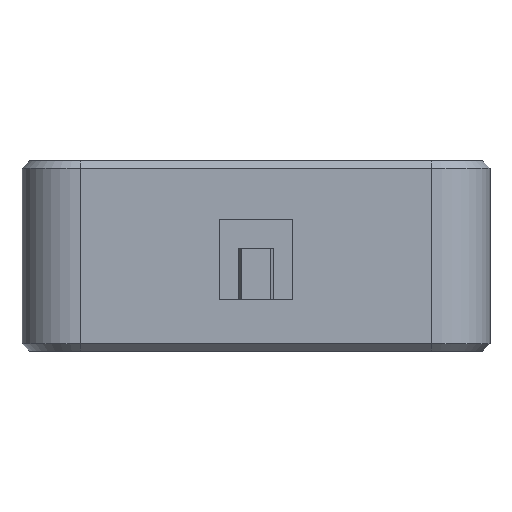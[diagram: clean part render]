
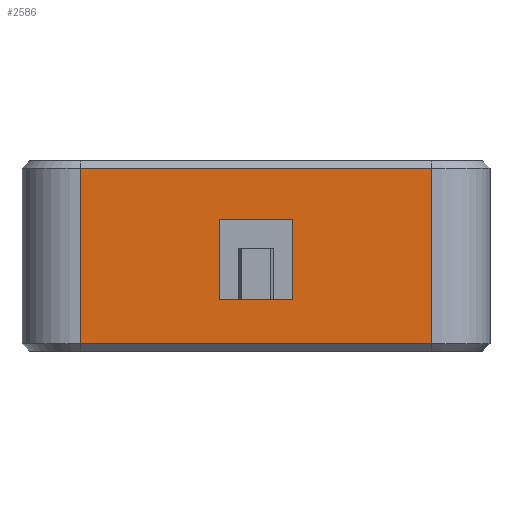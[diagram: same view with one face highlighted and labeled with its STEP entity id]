
A CAD part, left-side view. The second image highlights one B-rep face of the part: STEP entity #2586.
In plain terms, the highlighted planar face has unit normal (-1, 0, 0).
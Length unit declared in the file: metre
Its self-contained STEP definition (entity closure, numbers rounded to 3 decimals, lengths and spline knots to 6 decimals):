
#124=LINE('',#3898,#431);
#150=LINE('',#3959,#457);
#151=LINE('',#3965,#458);
#152=LINE('',#3968,#459);
#153=LINE('',#3970,#460);
#154=LINE('',#3972,#461);
#155=LINE('',#3973,#462);
#156=LINE('',#3974,#463);
#431=VECTOR('',#3142,1.);
#457=VECTOR('',#3188,1.);
#458=VECTOR('',#3195,1.);
#459=VECTOR('',#3196,1.);
#460=VECTOR('',#3197,1.);
#461=VECTOR('',#3198,1.);
#462=VECTOR('',#3199,1.);
#463=VECTOR('',#3200,1.);
#681=PLANE('',#2779);
#980=ORIENTED_EDGE('',*,*,#1641,.T.);
#981=ORIENTED_EDGE('',*,*,#1642,.T.);
#982=ORIENTED_EDGE('',*,*,#1643,.T.);
#983=ORIENTED_EDGE('',*,*,#1644,.T.);
#984=ORIENTED_EDGE('',*,*,#1607,.F.);
#985=ORIENTED_EDGE('',*,*,#1645,.T.);
#986=ORIENTED_EDGE('',*,*,#1638,.T.);
#987=ORIENTED_EDGE('',*,*,#1646,.T.);
#1607=EDGE_CURVE('',#1937,#1938,#124,.T.);
#1638=EDGE_CURVE('',#1963,#1964,#150,.T.);
#1641=EDGE_CURVE('',#1965,#1966,#151,.T.);
#1642=EDGE_CURVE('',#1966,#1967,#152,.T.);
#1643=EDGE_CURVE('',#1967,#1968,#153,.T.);
#1644=EDGE_CURVE('',#1968,#1965,#154,.T.);
#1645=EDGE_CURVE('',#1937,#1963,#155,.T.);
#1646=EDGE_CURVE('',#1964,#1938,#156,.T.);
#1937=VERTEX_POINT('',#3897);
#1938=VERTEX_POINT('',#3899);
#1963=VERTEX_POINT('',#3960);
#1964=VERTEX_POINT('',#3961);
#1965=VERTEX_POINT('',#3966);
#1966=VERTEX_POINT('',#3967);
#1967=VERTEX_POINT('',#3969);
#1968=VERTEX_POINT('',#3971);
#2203=EDGE_LOOP('',(#980,#981,#982,#983));
#2204=EDGE_LOOP('',(#984,#985,#986,#987));
#2386=FACE_BOUND('',#2203,.T.);
#2387=FACE_BOUND('',#2204,.T.);
#2586=ADVANCED_FACE('',(#2386,#2387),#681,.F.);
#2779=AXIS2_PLACEMENT_3D('',#3964,#3193,#3194);
#3142=DIRECTION('',(0.,0.,1.));
#3188=DIRECTION('',(0.,0.,1.));
#3193=DIRECTION('',(1.,0.,0.));
#3194=DIRECTION('',(0.,0.,-1.));
#3195=DIRECTION('',(0.,-1.,0.));
#3196=DIRECTION('',(0.,0.,-1.));
#3197=DIRECTION('',(0.,1.,0.));
#3198=DIRECTION('',(0.,0.,1.));
#3199=DIRECTION('',(0.,-1.,0.));
#3200=DIRECTION('',(0.,1.,0.));
#3897=CARTESIAN_POINT('',(-0.126947,0.048482,0.000797));
#3898=CARTESIAN_POINT('',(-0.126947,0.048482,0.000297));
#3899=CARTESIAN_POINT('',(-0.126947,0.048482,0.012797));
#3959=CARTESIAN_POINT('',(-0.126947,0.024482,0.000297));
#3960=CARTESIAN_POINT('',(-0.126947,0.024482,0.000797));
#3961=CARTESIAN_POINT('',(-0.126947,0.024482,0.012797));
#3964=CARTESIAN_POINT('',(-0.126947,0.027357,0.000297));
#3965=CARTESIAN_POINT('',(-0.126947,0.027357,0.009306));
#3966=CARTESIAN_POINT('',(-0.126947,0.038982,0.009306));
#3967=CARTESIAN_POINT('',(-0.126947,0.033982,0.009306));
#3968=CARTESIAN_POINT('',(-0.126947,0.033982,0.000297));
#3969=CARTESIAN_POINT('',(-0.126947,0.033982,0.003806));
#3970=CARTESIAN_POINT('',(-0.126947,0.027357,0.003806));
#3971=CARTESIAN_POINT('',(-0.126947,0.038982,0.003806));
#3972=CARTESIAN_POINT('',(-0.126947,0.038982,0.000297));
#3973=CARTESIAN_POINT('',(-0.126947,0.024482,0.000797));
#3974=CARTESIAN_POINT('',(-0.126947,0.027357,0.012797));
